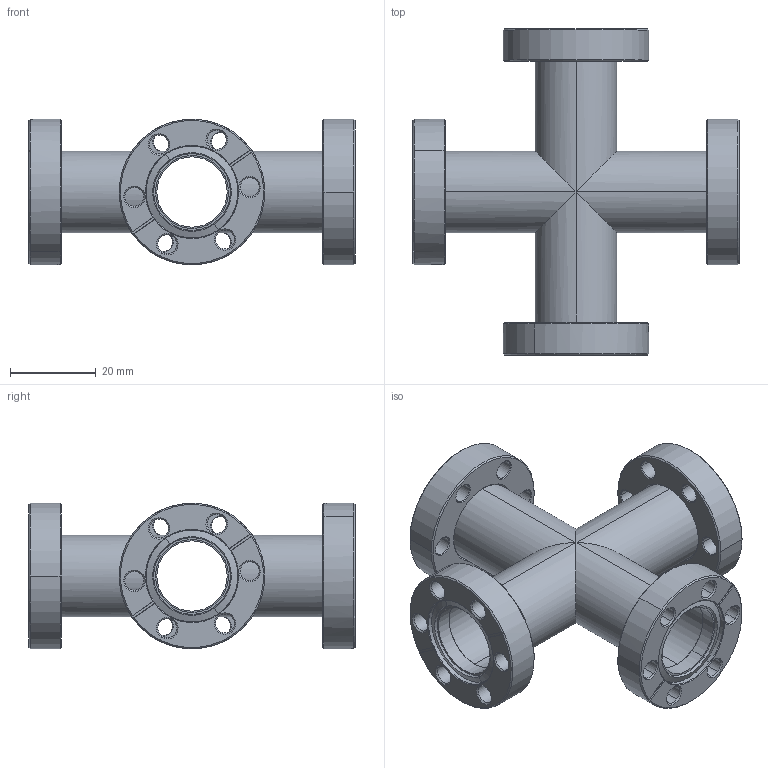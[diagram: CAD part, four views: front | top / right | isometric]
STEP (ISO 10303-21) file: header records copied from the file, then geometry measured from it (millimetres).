
FILE_DESCRIPTION (( 'STEP AP214' ), '1' );
FILE_NAME ('Hositrad_FX-16-19R-Cross.STEP', '2017-05-22T13:28:38', ( 'Gebruiker' ), ( '' ), 'SwSTEP 2.0', 'SolidWorks 2017', '' );
FILE_SCHEMA (( 'AUTOMOTIVE_DESIGN' ));
Length unit declared in the file: millimetre
Products named in the file (6): Hositrad_FX-16-19R-Cross; CF16-19-R; NW16CF-Innerring_CF16-19-R; NW16CF-Outerring; NW16CF-weld_CF16-19; Equal-4Way-Crosses-All_16-19
Assembly tree (7 placements, depth 3):
  Hositrad_FX-16-19R-Cross
    Equal-4Way-Crosses-All_16-19
    NW16CF-weld_CF16-19  x2
    CF16-19-R  x2
      NW16CF-Outerring
      NW16CF-Innerring_CF16-19-R
Bounding box: 76.2 x 76.2 x 34 mm (x, y, z)
Volume: 22894 mm3; surface area: 26334.8 mm2
Topology: 7 solids, 7 shells, 294 faces, 656 edges, 380 vertices
Faces by surface type: cone 152, cylinder 104, plane 38
Entity records: 4644 total; most frequent: DIRECTION 856, CARTESIAN_POINT 764, ORIENTED_EDGE 696, AXIS2_PLACEMENT_3D 356, EDGE_CURVE 348, VERTEX_POINT 200, EDGE_LOOP 194, CIRCLE 188
